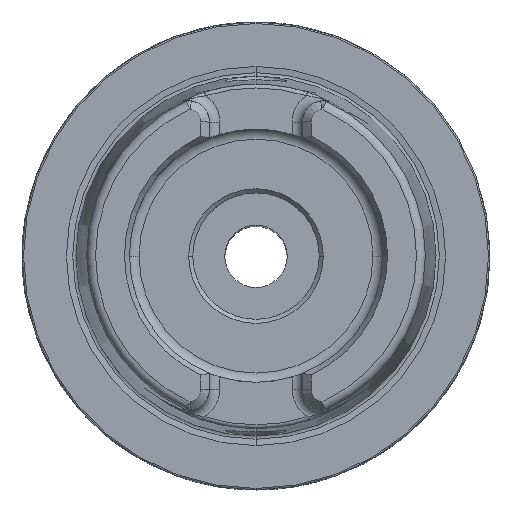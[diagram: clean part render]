
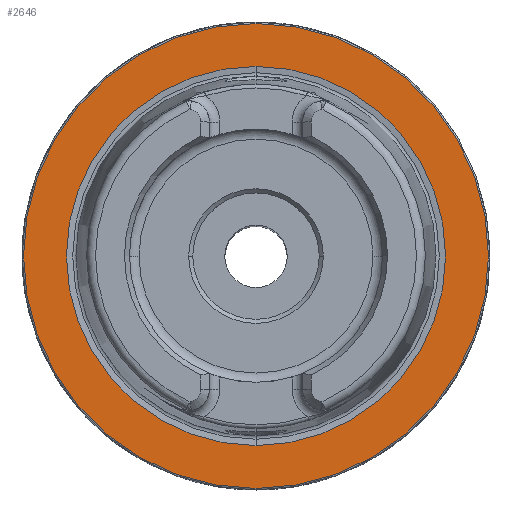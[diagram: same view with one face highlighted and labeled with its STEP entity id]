
A CAD part, top view. The second image highlights one B-rep face of the part: STEP entity #2646.
In plain terms, the highlighted planar face has unit normal (0, 0, 1).
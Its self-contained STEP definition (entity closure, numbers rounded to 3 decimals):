
#123 = CIRCLE ( 'NONE', #851, 25.5 ) ;
#435 = VERTEX_POINT ( 'NONE', #4391 ) ;
#631 = ORIENTED_EDGE ( 'NONE', *, *, #5183, .T. ) ;
#851 = AXIS2_PLACEMENT_3D ( 'NONE', #4277, #1312, #908 ) ;
#855 = VERTEX_POINT ( 'NONE', #8409 ) ;
#908 = DIRECTION ( 'NONE',  ( 0., 1., 0. ) ) ;
#1057 = EDGE_CURVE ( 'NONE', #10281, #435, #9341, .T. ) ;
#1312 = DIRECTION ( 'NONE',  ( 0., 0., -1. ) ) ;
#1357 = FACE_BOUND ( 'NONE', #10043, .T. ) ;
#1557 = DIRECTION ( 'NONE',  ( 0., -1., 0. ) ) ;
#1567 = DIRECTION ( 'NONE',  ( 0., 0., 1. ) ) ;
#1596 = CARTESIAN_POINT ( 'NONE',  ( 0., 31.47, 0. ) ) ;
#1640 = CARTESIAN_POINT ( 'NONE',  ( 0., 0., 0. ) ) ;
#1795 = EDGE_CURVE ( 'NONE', #5456, #855, #123, .T. ) ;
#2480 = DIRECTION ( 'NONE',  ( 0., 1., 0. ) ) ;
#2646 = ADVANCED_FACE ( 'NONE', ( #10235, #1357 ), #10522, .T. ) ;
#3143 = ORIENTED_EDGE ( 'NONE', *, *, #9043, .T. ) ;
#3489 = CARTESIAN_POINT ( 'NONE',  ( 0., 0., 0. ) ) ;
#3531 = CARTESIAN_POINT ( 'NONE',  ( 0., 25.5, 0. ) ) ;
#3995 = CIRCLE ( 'NONE', #5992, 25.5 ) ;
#4096 = CIRCLE ( 'NONE', #4247, 31.27 ) ;
#4247 = AXIS2_PLACEMENT_3D ( 'NONE', #3489, #9538, #4363 ) ;
#4277 = CARTESIAN_POINT ( 'NONE',  ( 0., 0., 0. ) ) ;
#4363 = DIRECTION ( 'NONE',  ( 0., -1., 0. ) ) ;
#4391 = CARTESIAN_POINT ( 'NONE',  ( 0., -31.27, 0. ) ) ;
#5183 = EDGE_CURVE ( 'NONE', #855, #5456, #3995, .T. ) ;
#5456 = VERTEX_POINT ( 'NONE', #3531 ) ;
#5833 = ORIENTED_EDGE ( 'NONE', *, *, #1057, .T. ) ;
#5906 = CARTESIAN_POINT ( 'NONE',  ( 0., 31.27, 0. ) ) ;
#5992 = AXIS2_PLACEMENT_3D ( 'NONE', #1640, #7643, #2480 ) ;
#6404 = EDGE_LOOP ( 'NONE', ( #3143, #5833 ) ) ;
#7124 = AXIS2_PLACEMENT_3D ( 'NONE', #1596, #1567, #1557 ) ;
#7643 = DIRECTION ( 'NONE',  ( 0., 0., -1. ) ) ;
#7839 = AXIS2_PLACEMENT_3D ( 'NONE', #10604, #10619, #10625 ) ;
#8409 = CARTESIAN_POINT ( 'NONE',  ( 0., -25.5, 0. ) ) ;
#9043 = EDGE_CURVE ( 'NONE', #435, #10281, #4096, .T. ) ;
#9341 = CIRCLE ( 'NONE', #7839, 31.27 ) ;
#9538 = DIRECTION ( 'NONE',  ( 0., 0., 1. ) ) ;
#9822 = ORIENTED_EDGE ( 'NONE', *, *, #1795, .T. ) ;
#10043 = EDGE_LOOP ( 'NONE', ( #631, #9822 ) ) ;
#10235 = FACE_OUTER_BOUND ( 'NONE', #6404, .T. ) ;
#10281 = VERTEX_POINT ( 'NONE', #5906 ) ;
#10522 = PLANE ( 'NONE',  #7124 ) ;
#10604 = CARTESIAN_POINT ( 'NONE',  ( 0., 0., 0. ) ) ;
#10619 = DIRECTION ( 'NONE',  ( 0., 0., 1. ) ) ;
#10625 = DIRECTION ( 'NONE',  ( 0., -1., 0. ) ) ;
